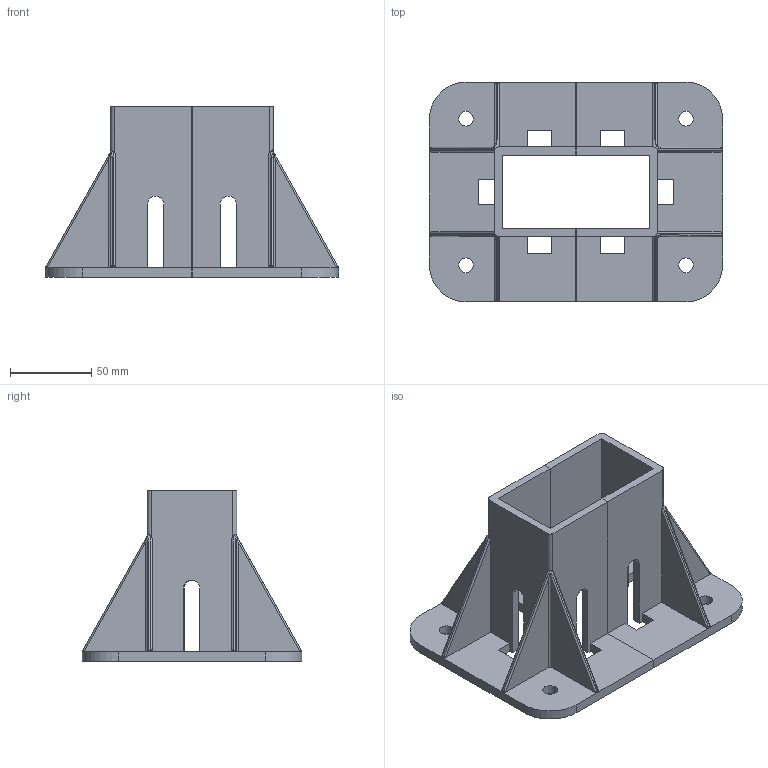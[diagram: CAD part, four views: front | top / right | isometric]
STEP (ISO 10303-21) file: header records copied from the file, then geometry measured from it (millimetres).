
FILE_DESCRIPTION(/* description */ ('BASE DI ANCOR. A PAVIMENTO PROF.90X45'),/* implementation_level */ '2;1');
FILE_NAME(/* name */ '16.301.00.stp',/* time_stamp */ '2014-07-09T10:39:44+02:00',/* author */ ('srubbiani'),/* organization */ (''),/* preprocessor_version */ 'ST-DEVELOPER v15.2',/* originating_system */ 'Autodesk Inventor 2014',/* authorisation */ '');
FILE_SCHEMA (('AUTOMOTIVE_DESIGN { 1 0 10303 214 3 1 1 }'));
Length unit declared in the file: millimetre
Products named in the file (2): F3DTM0006283; 16.301.00
Bounding box: 180 x 135 x 105 mm (x, y, z)
Volume: 274548 mm3; surface area: 123666.6 mm2
Topology: 2 solids, 2 shells, 216 faces, 658 edges, 432 vertices
Faces by surface type: plane 96, cylinder 62, bspline 58
Full cylindrical faces by diameter (mm): 9 x4
Entity records: 7874 total; most frequent: CARTESIAN_POINT 5119, ORIENTED_EDGE 652, DIRECTION 443, EDGE_CURVE 326, VERTEX_POINT 216, LINE 165, VECTOR 165, AXIS2_PLACEMENT_3D 139
